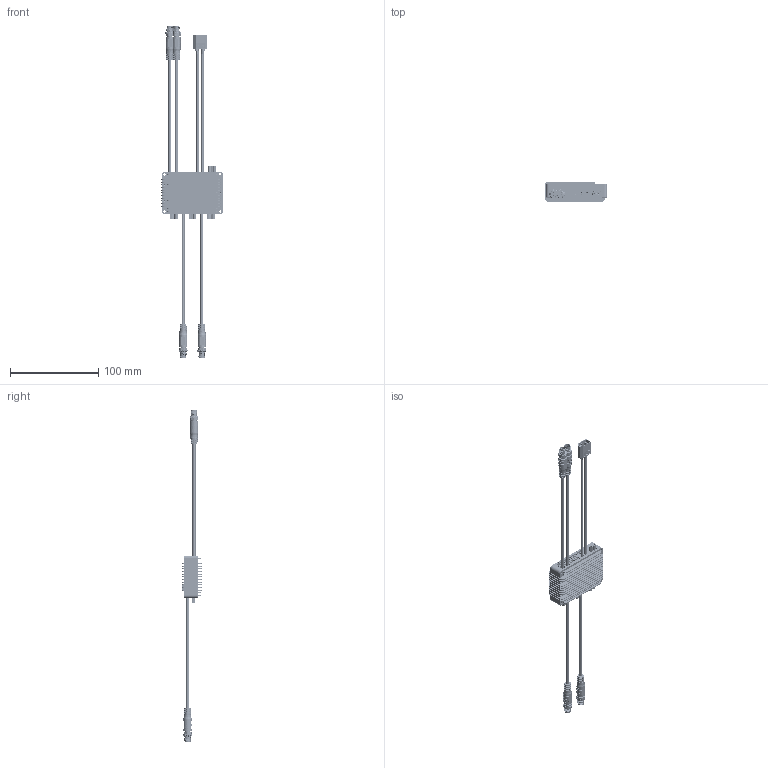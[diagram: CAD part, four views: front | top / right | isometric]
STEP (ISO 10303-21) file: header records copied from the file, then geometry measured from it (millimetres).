
FILE_DESCRIPTION (( 'STEP AP214' ), '1' );
FILE_NAME ('power-management-module-2019.STEP', '2018-11-20T13:01:29', ( 'hh' ), ( '' ), 'SwSTEP 2.0', 'SolidWorks 2016', '' );
FILE_SCHEMA (( 'AUTOMOTIVE_DESIGN' ));
Length unit declared in the file: millimetre
Products named in the file (1): power-management-module-2019
Bounding box: 70 x 22.51 x 375.59 mm (x, y, z)
Surface area: 64797.7 mm2 (no closed solid volume)
Topology: 0 solids, 46 shells, 10833 faces, 29355 edges, 19308 vertices
Faces by surface type: plane 5661, cylinder 2905, bspline 2033, cone 218, torus 16
Entity records: 527295 total; most frequent: CARTESIAN_POINT 153909, ORIENTED_EDGE 58502, DIRECTION 42330, EDGE_CURVE 29253, VERTEX_POINT 19308, VECTOR 17768, LINE 17768, AXIS2_PLACEMENT_3D 12281
